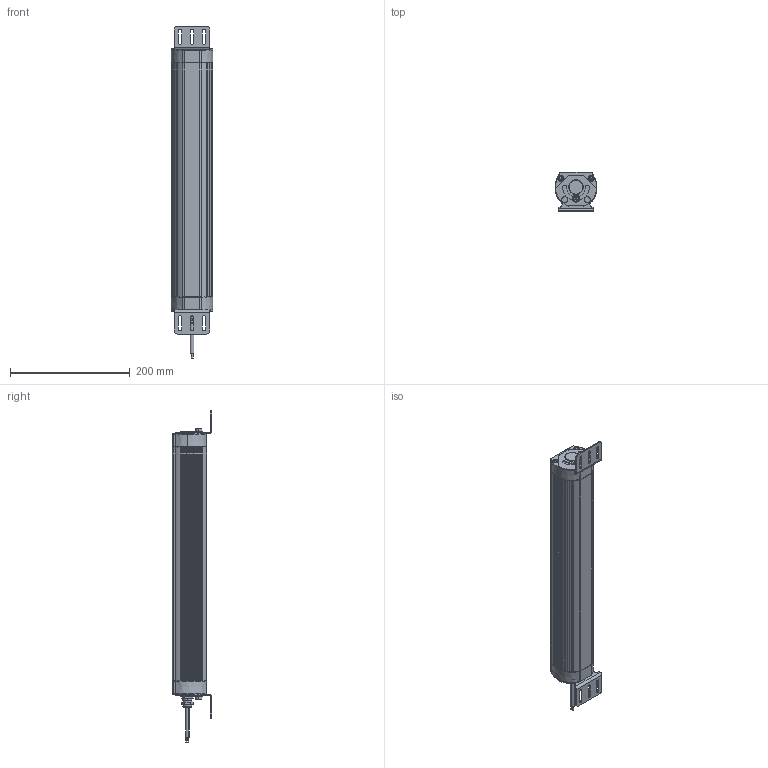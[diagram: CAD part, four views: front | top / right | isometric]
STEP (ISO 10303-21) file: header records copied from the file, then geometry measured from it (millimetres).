
FILE_DESCRIPTION (( 'STEP AP203' ), '1' );
FILE_NAME ('TA0321S0403.step', '2021-06-09T16:32:58', ( '' ), ( '' ), 'SwSTEP 2.0', 'SolidWorks 2021', '' );
FILE_SCHEMA (( 'CONFIG_CONTROL_DESIGN' ));
Length unit declared in the file: millimetre
Products named in the file (1): TA0321S0403
Bounding box: 70 x 65.2 x 554 mm (x, y, z)
Volume: 553151.2 mm3; surface area: 312794.1 mm2
Topology: 24 solids, 24 shells, 1078 faces, 2842 edges, 1844 vertices
Faces by surface type: cylinder 438, plane 402, cone 126, bspline 104, torus 8
Entity records: 37451 total; most frequent: CARTESIAN_POINT 10607, DIRECTION 5659, ORIENTED_EDGE 5632, EDGE_CURVE 2816, AXIS2_PLACEMENT_3D 2139, VERTEX_POINT 1844, LINE 1381, VECTOR 1381
